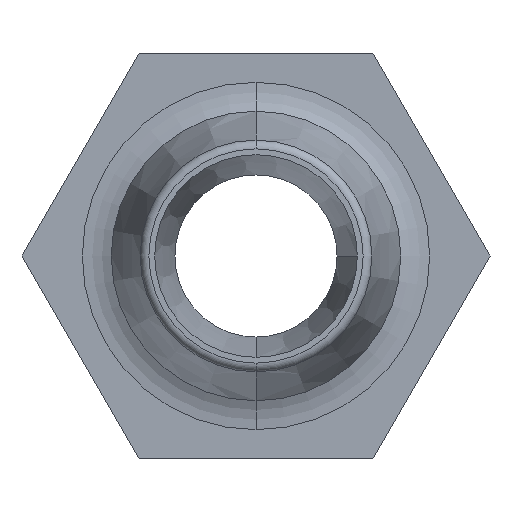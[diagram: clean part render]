
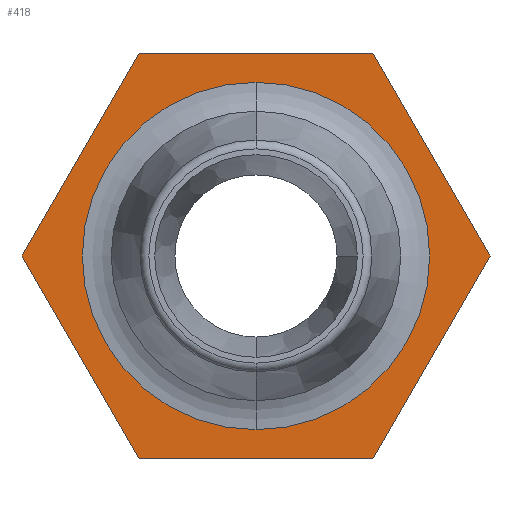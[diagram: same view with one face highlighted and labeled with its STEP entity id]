
A CAD part, front view. The second image highlights one B-rep face of the part: STEP entity #418.
In plain terms, the highlighted planar face has unit normal (0, -1, 0).
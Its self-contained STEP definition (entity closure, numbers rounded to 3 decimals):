
#21=FACE_BOUND('',#146,.F.);
#34=PLANE('',#912);
#93=FACE_OUTER_BOUND('',#147,.F.);
#146=EDGE_LOOP('',(#312,#313));
#147=EDGE_LOOP('',(#314,#315,#316,#317,#318,#319));
#312=ORIENTED_EDGE('',*,*,#654,.T.);
#313=ORIENTED_EDGE('',*,*,#653,.T.);
#314=ORIENTED_EDGE('',*,*,#655,.T.);
#315=ORIENTED_EDGE('',*,*,#656,.T.);
#316=ORIENTED_EDGE('',*,*,#657,.T.);
#317=ORIENTED_EDGE('',*,*,#658,.T.);
#318=ORIENTED_EDGE('',*,*,#659,.T.);
#319=ORIENTED_EDGE('',*,*,#660,.T.);
#418=ADVANCED_FACE('',(#21,#93),#34,.T.);
#461=LINE('',#1305,#513);
#462=LINE('',#1306,#514);
#463=LINE('',#1307,#515);
#464=LINE('',#1308,#516);
#465=LINE('',#1309,#517);
#466=LINE('',#1310,#518);
#513=VECTOR('',#1003,8.083);
#514=VECTOR('',#1004,8.083);
#515=VECTOR('',#1005,8.083);
#516=VECTOR('',#1006,8.083);
#517=VECTOR('',#1007,8.083);
#518=VECTOR('',#1008,8.083);
#597=CIRCLE('',#854,6.);
#598=CIRCLE('',#855,6.);
#653=EDGE_CURVE('',#760,#759,#597,.T.);
#654=EDGE_CURVE('',#759,#760,#598,.T.);
#655=EDGE_CURVE('',#758,#757,#461,.T.);
#656=EDGE_CURVE('',#757,#756,#462,.T.);
#657=EDGE_CURVE('',#756,#755,#463,.T.);
#658=EDGE_CURVE('',#755,#754,#464,.T.);
#659=EDGE_CURVE('',#754,#753,#465,.T.);
#660=EDGE_CURVE('',#753,#758,#466,.T.);
#753=VERTEX_POINT('',#1231);
#754=VERTEX_POINT('',#1232);
#755=VERTEX_POINT('',#1233);
#756=VERTEX_POINT('',#1234);
#757=VERTEX_POINT('',#1235);
#758=VERTEX_POINT('',#1236);
#759=VERTEX_POINT('',#1237);
#760=VERTEX_POINT('',#1238);
#854=AXIS2_PLACEMENT_3D('',#1303,#999,#1000);
#855=AXIS2_PLACEMENT_3D('',#1304,#1001,#1002);
#912=AXIS2_PLACEMENT_3D('',#1413,#1167,#1168);
#999=DIRECTION('',(0.,-1.,0.));
#1000=DIRECTION('',(0.,0.,1.));
#1001=DIRECTION('',(0.,-1.,0.));
#1002=DIRECTION('',(0.,0.,-1.));
#1003=DIRECTION('',(0.5,0.,0.866));
#1004=DIRECTION('',(1.,0.,0.));
#1005=DIRECTION('',(0.5,0.,-0.866));
#1006=DIRECTION('',(-0.5,0.,-0.866));
#1007=DIRECTION('',(-1.,0.,0.));
#1008=DIRECTION('',(-0.5,0.,0.866));
#1167=DIRECTION('',(0.,-1.,0.));
#1168=DIRECTION('',(0.,0.,1.));
#1231=CARTESIAN_POINT('',(-4.041,0.,-7.));
#1232=CARTESIAN_POINT('',(4.041,0.,-7.));
#1233=CARTESIAN_POINT('',(8.083,0.,0.));
#1234=CARTESIAN_POINT('',(4.041,0.,7.));
#1235=CARTESIAN_POINT('',(-4.041,0.,7.));
#1236=CARTESIAN_POINT('',(-8.083,0.,0.));
#1237=CARTESIAN_POINT('',(0.,0.,-6.));
#1238=CARTESIAN_POINT('',(0.,0.,6.));
#1303=CARTESIAN_POINT('',(0.,0.,0.));
#1304=CARTESIAN_POINT('',(0.,0.,0.));
#1305=CARTESIAN_POINT('',(-8.083,0.,0.));
#1306=CARTESIAN_POINT('',(-4.041,0.,7.));
#1307=CARTESIAN_POINT('',(4.041,0.,7.));
#1308=CARTESIAN_POINT('',(8.083,0.,0.));
#1309=CARTESIAN_POINT('',(4.041,0.,-7.));
#1310=CARTESIAN_POINT('',(-4.041,0.,-7.));
#1413=CARTESIAN_POINT('',(8.891,0.,-7.808));
